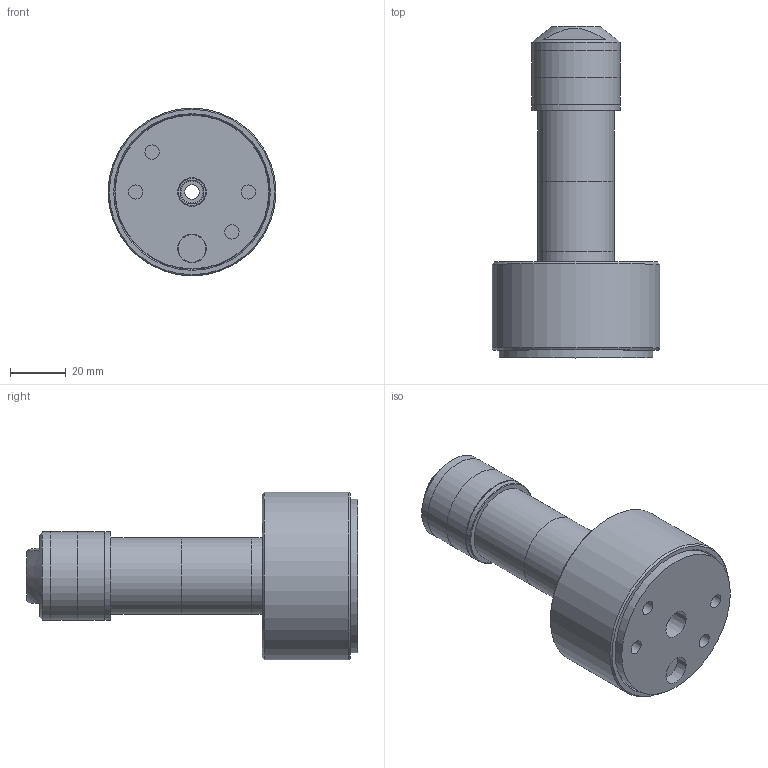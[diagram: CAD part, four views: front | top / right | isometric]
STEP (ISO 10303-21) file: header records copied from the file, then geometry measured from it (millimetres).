
FILE_DESCRIPTION (( 'STEP AP214' ), '1' );
FILE_NAME ('CTSC-001756.STEP', '2026-03-16T11:12:23', ( '' ), ( '' ), 'SwSTEP 2.0', 'SolidWorks 2023', '' );
FILE_SCHEMA (( 'AUTOMOTIVE_DESIGN' ));
Length unit declared in the file: millimetre
Products named in the file (1): CTSC-001756
Bounding box: 60.45 x 119.53 x 60.45 mm (x, y, z)
Volume: 148250.9 mm3; surface area: 37712.3 mm2
Topology: 8 solids, 8 shells, 78 faces, 136 edges, 89 vertices
Faces by surface type: plane 37, cylinder 28, cone 8, torus 5
Full cylindrical faces by diameter (mm): 5.105 x2, 5.156 x1, 5.16 x2, 7.937 x1, 8.611 x1, 10.716 x1, 12.7 x1, 13.437 x1, 13.462 x2, 13.741 x3, 13.868 x1, 16.51 x1, 16.789 x1, 27.686 x3, 31.75 x4, 55.321 x1, 55.575 x1, 60.452 x1
Entity records: 2372 total; most frequent: CARTESIAN_POINT 323, DIRECTION 318, ORIENTED_EDGE 182, AXIS2_PLACEMENT_3D 154, EDGE_LOOP 148, FACE_OUTER_BOUND 109, EDGE_CURVE 91, VERTEX_POINT 83
